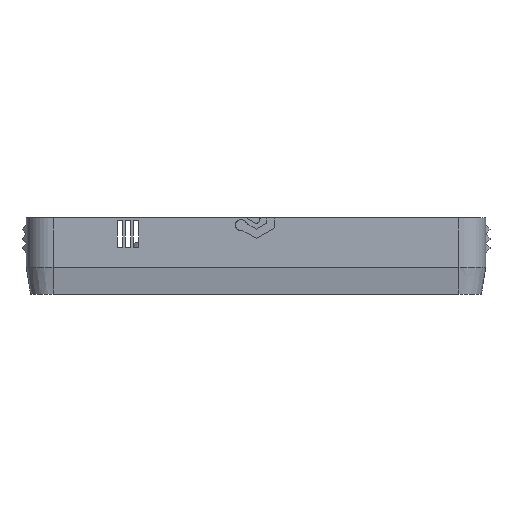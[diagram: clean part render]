
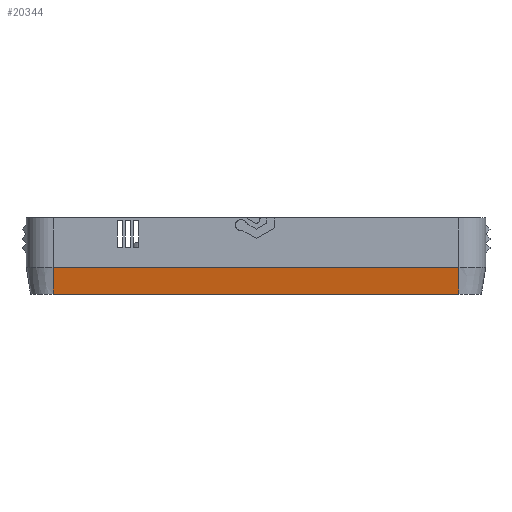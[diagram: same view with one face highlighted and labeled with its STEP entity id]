
A CAD part, front view. The second image highlights one B-rep face of the part: STEP entity #20344.
In plain terms, the highlighted planar face has unit normal (0, -0.987, -0.158).
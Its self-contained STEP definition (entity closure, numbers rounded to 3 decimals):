
#1650=PLANE('',#21518);
#2241=FACE_OUTER_BOUND('',#3393,.T.);
#3393=EDGE_LOOP('',(#15352,#15353,#15354,#15355));
#5054=LINE('',#29415,#7130);
#5056=LINE('',#29425,#7132);
#5057=LINE('',#29427,#7133);
#5058=LINE('',#29428,#7134);
#7130=VECTOR('',#23154,10.);
#7132=VECTOR('',#23166,10.);
#7133=VECTOR('',#23167,10.);
#7134=VECTOR('',#23168,10.);
#9593=VERTEX_POINT('',#29412);
#9594=VERTEX_POINT('',#29414);
#9597=VERTEX_POINT('',#29424);
#9598=VERTEX_POINT('',#29426);
#11816=EDGE_CURVE('',#9593,#9594,#5054,.T.);
#11821=EDGE_CURVE('',#9593,#9597,#5056,.T.);
#11822=EDGE_CURVE('',#9597,#9598,#5057,.T.);
#11823=EDGE_CURVE('',#9598,#9594,#5058,.T.);
#15352=ORIENTED_EDGE('',*,*,#11816,.F.);
#15353=ORIENTED_EDGE('',*,*,#11821,.T.);
#15354=ORIENTED_EDGE('',*,*,#11822,.T.);
#15355=ORIENTED_EDGE('',*,*,#11823,.T.);
#20344=ADVANCED_FACE('',(#2241),#1650,.T.);
#21518=AXIS2_PLACEMENT_3D('',#29423,#23164,#23165);
#23154=DIRECTION('',(0.,-0.158,0.987));
#23164=DIRECTION('center_axis',(0.,-0.987,-0.158));
#23165=DIRECTION('ref_axis',(0.,0.158,-0.987));
#23166=DIRECTION('',(1.,0.,0.));
#23167=DIRECTION('',(0.,-0.158,0.987));
#23168=DIRECTION('',(-1.,0.,0.));
#29412=CARTESIAN_POINT('',(-37.94,-45.325,0.));
#29414=CARTESIAN_POINT('',(-37.94,-46.125,5.));
#29415=CARTESIAN_POINT('',(-37.94,-45.325,0.));
#29423=CARTESIAN_POINT('Origin',(18.97,-45.725,2.5));
#29424=CARTESIAN_POINT('',(37.94,-45.325,0.));
#29425=CARTESIAN_POINT('',(18.97,-45.325,0.));
#29426=CARTESIAN_POINT('',(37.94,-46.125,5.));
#29427=CARTESIAN_POINT('',(37.94,-45.325,0.));
#29428=CARTESIAN_POINT('',(18.97,-46.125,5.));
